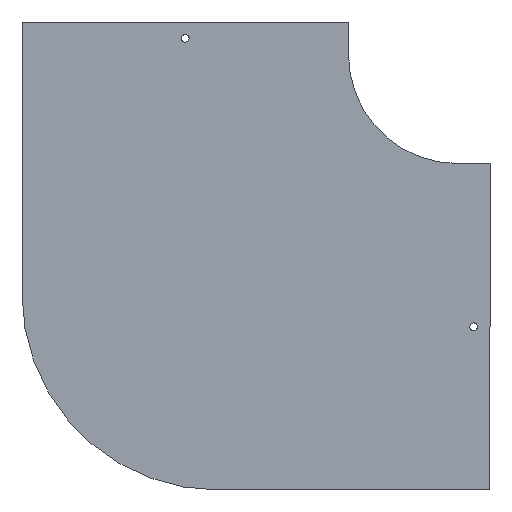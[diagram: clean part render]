
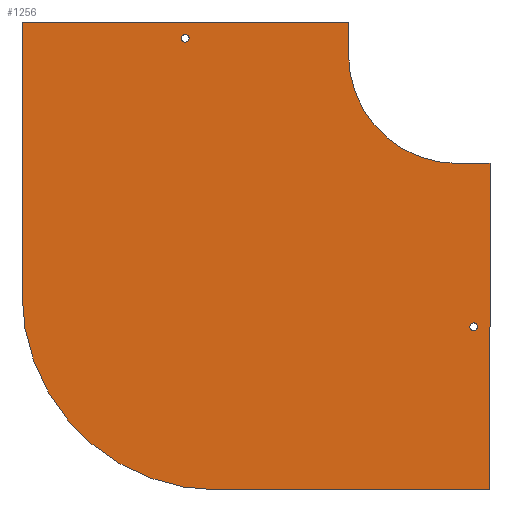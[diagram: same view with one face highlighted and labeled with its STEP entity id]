
A CAD part, front view. The second image highlights one B-rep face of the part: STEP entity #1256.
In plain terms, the highlighted planar face has unit normal (0, -1, 0).
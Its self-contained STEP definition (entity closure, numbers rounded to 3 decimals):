
#32 = EDGE_LOOP ( 'NONE', ( #1062, #1063, #1064, #1065, #1066, #1067, #1068, #1069 ) ) ;
#58 = EDGE_LOOP ( 'NONE', ( #1061 ) ) ;
#91 = VERTEX_POINT ( 'NONE', #163 ) ;
#98 = VERTEX_POINT ( 'NONE', #175 ) ;
#107 = VERTEX_POINT ( 'NONE', #157 ) ;
#113 = VERTEX_POINT ( 'NONE', #169 ) ;
#119 = VERTEX_POINT ( 'NONE', #187 ) ;
#131 = VERTEX_POINT ( 'NONE', #199 ) ;
#132 = VERTEX_POINT ( 'NONE', #167 ) ;
#137 = VERTEX_POINT ( 'NONE', #232 ) ;
#157 = CARTESIAN_POINT ( 'NONE',  ( 280., 0., -130. ) ) ;
#163 = CARTESIAN_POINT ( 'NONE',  ( 30., 0., -430. ) ) ;
#167 = CARTESIAN_POINT ( 'NONE',  ( 150., 0., 0. ) ) ;
#169 = CARTESIAN_POINT ( 'NONE',  ( 250., 0., -130. ) ) ;
#175 = CARTESIAN_POINT ( 'NONE',  ( 280., 0., -430. ) ) ;
#187 = CARTESIAN_POINT ( 'NONE',  ( 150., 0., -30. ) ) ;
#199 = CARTESIAN_POINT ( 'NONE',  ( -150., 0., 0. ) ) ;
#232 = CARTESIAN_POINT ( 'NONE',  ( -150., 0., -250. ) ) ;
#330 = FACE_BOUND ( 'NONE', #58, .T. ) ;
#411 = VERTEX_POINT ( 'NONE', #484 ) ;
#412 = VERTEX_POINT ( 'NONE', #478 ) ;
#468 = AXIS2_PLACEMENT_3D ( 'NONE', #1651, #1649, #1655 ) ;
#478 = CARTESIAN_POINT ( 'NONE',  ( 0., 0., -18.5 ) ) ;
#484 = CARTESIAN_POINT ( 'NONE',  ( 265., 0., -283.5 ) ) ;
#498 = AXIS2_PLACEMENT_3D ( 'NONE', #1568, #1569, #1570 ) ;
#502 = AXIS2_PLACEMENT_3D ( 'NONE', #1561, #1562, #1563 ) ;
#526 = AXIS2_PLACEMENT_3D ( 'NONE', #1514, #1515, #1516 ) ;
#541 = AXIS2_PLACEMENT_3D ( 'NONE', #1426, #1427, #1428 ) ;
#570 = EDGE_CURVE ( 'NONE', #137, #131, #733, .T. ) ;
#579 = EDGE_CURVE ( 'NONE', #131, #132, #745, .T. ) ;
#581 = EDGE_CURVE ( 'NONE', #132, #119, #753, .T. ) ;
#584 = EDGE_CURVE ( 'NONE', #119, #113, #756, .T. ) ;
#595 = EDGE_CURVE ( 'NONE', #113, #107, #775, .T. ) ;
#600 = EDGE_CURVE ( 'NONE', #107, #98, #778, .T. ) ;
#733 = LINE ( 'NONE', #1393, #736 ) ;
#736 = VECTOR ( 'NONE', #1394, 1000. ) ;
#745 = LINE ( 'NONE', #1405, #752 ) ;
#752 = VECTOR ( 'NONE', #1415, 1000. ) ;
#753 = LINE ( 'NONE', #1413, #755 ) ;
#755 = VECTOR ( 'NONE', #1410, 1000. ) ;
#756 = CIRCLE ( 'NONE', #541, 100. ) ;
#775 = LINE ( 'NONE', #1445, #777 ) ;
#777 = VECTOR ( 'NONE', #1446, 1000. ) ;
#778 = LINE ( 'NONE', #1450, #787 ) ;
#787 = VECTOR ( 'NONE', #1464, 1000. ) ;
#812 = LINE ( 'NONE', #1503, #816 ) ;
#816 = VECTOR ( 'NONE', #1501, 1000. ) ;
#821 = CIRCLE ( 'NONE', #526, 180. ) ;
#853 = CIRCLE ( 'NONE', #502, 3.5 ) ;
#855 = CIRCLE ( 'NONE', #498, 3.5 ) ;
#890 = FACE_BOUND ( 'NONE', #896, .T. ) ;
#894 = FACE_OUTER_BOUND ( 'NONE', #32, .T. ) ;
#896 = EDGE_LOOP ( 'NONE', ( #1060 ) ) ;
#913 = EDGE_CURVE ( 'NONE', #98, #91, #812, .T. ) ;
#917 = EDGE_CURVE ( 'NONE', #91, #137, #821, .T. ) ;
#937 = EDGE_CURVE ( 'NONE', #411, #411, #853, .T. ) ;
#939 = EDGE_CURVE ( 'NONE', #412, #412, #855, .T. ) ;
#1060 = ORIENTED_EDGE ( 'NONE', *, *, #937, .F. ) ;
#1061 = ORIENTED_EDGE ( 'NONE', *, *, #939, .F. ) ;
#1062 = ORIENTED_EDGE ( 'NONE', *, *, #913, .F. ) ;
#1063 = ORIENTED_EDGE ( 'NONE', *, *, #600, .F. ) ;
#1064 = ORIENTED_EDGE ( 'NONE', *, *, #595, .F. ) ;
#1065 = ORIENTED_EDGE ( 'NONE', *, *, #584, .F. ) ;
#1066 = ORIENTED_EDGE ( 'NONE', *, *, #581, .F. ) ;
#1067 = ORIENTED_EDGE ( 'NONE', *, *, #579, .F. ) ;
#1068 = ORIENTED_EDGE ( 'NONE', *, *, #570, .F. ) ;
#1069 = ORIENTED_EDGE ( 'NONE', *, *, #917, .F. ) ;
#1256 = ADVANCED_FACE ( 'NONE', ( #890, #330, #894 ), #1653, .F. ) ;
#1393 = CARTESIAN_POINT ( 'NONE',  ( -150., 0., 0. ) ) ;
#1394 = DIRECTION ( 'NONE',  ( 0., 0., 1. ) ) ;
#1405 = CARTESIAN_POINT ( 'NONE',  ( -150., 0., 0. ) ) ;
#1410 = DIRECTION ( 'NONE',  ( 0., 0., -1. ) ) ;
#1413 = CARTESIAN_POINT ( 'NONE',  ( 150., 0., 0. ) ) ;
#1415 = DIRECTION ( 'NONE',  ( 1., 0., 0. ) ) ;
#1426 = CARTESIAN_POINT ( 'NONE',  ( 250., 0., -30. ) ) ;
#1427 = DIRECTION ( 'NONE',  ( 0., -1., 0. ) ) ;
#1428 = DIRECTION ( 'NONE',  ( 0., 0., -1. ) ) ;
#1445 = CARTESIAN_POINT ( 'NONE',  ( 280., 0., -130. ) ) ;
#1446 = DIRECTION ( 'NONE',  ( 1., 0., 0. ) ) ;
#1450 = CARTESIAN_POINT ( 'NONE',  ( 280., 0., -430. ) ) ;
#1464 = DIRECTION ( 'NONE',  ( 0., 0., -1. ) ) ;
#1501 = DIRECTION ( 'NONE',  ( -1., 0., 0. ) ) ;
#1503 = CARTESIAN_POINT ( 'NONE',  ( 30., 0., -430. ) ) ;
#1514 = CARTESIAN_POINT ( 'NONE',  ( 30., 0., -250. ) ) ;
#1515 = DIRECTION ( 'NONE',  ( 0., 1., 0. ) ) ;
#1516 = DIRECTION ( 'NONE',  ( 0., 0., 1. ) ) ;
#1561 = CARTESIAN_POINT ( 'NONE',  ( 265., 0., -280. ) ) ;
#1562 = DIRECTION ( 'NONE',  ( 0., -1., 0. ) ) ;
#1563 = DIRECTION ( 'NONE',  ( 0., 0., -1. ) ) ;
#1568 = CARTESIAN_POINT ( 'NONE',  ( 0., 0., -15. ) ) ;
#1569 = DIRECTION ( 'NONE',  ( 0., -1., 0. ) ) ;
#1570 = DIRECTION ( 'NONE',  ( 0., 0., -1. ) ) ;
#1649 = DIRECTION ( 'NONE',  ( 0., 1., 0. ) ) ;
#1651 = CARTESIAN_POINT ( 'NONE',  ( 30., 0., -250. ) ) ;
#1653 = PLANE ( 'NONE',  #468 ) ;
#1655 = DIRECTION ( 'NONE',  ( 0., 0., 1. ) ) ;
